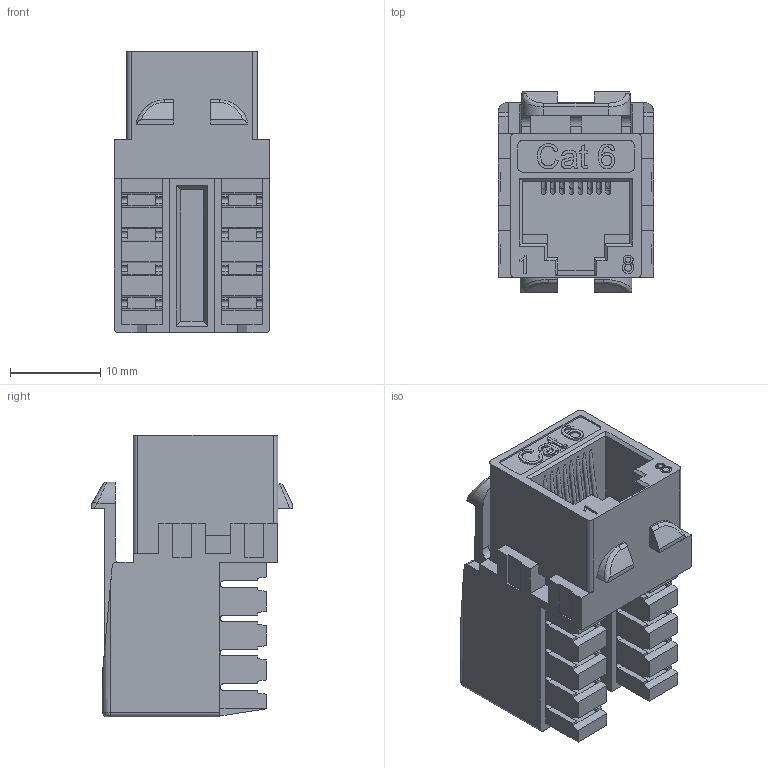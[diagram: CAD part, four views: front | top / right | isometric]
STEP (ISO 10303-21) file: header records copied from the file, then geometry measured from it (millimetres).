
FILE_DESCRIPTION (( 'STEP AP203' ), '1' );
FILE_NAME ('RJE110C690-PK.STEP', '2013-07-12T20:11:56', ( 'x' ), ( '' ), 'SwSTEP 2.0', 'SolidWorks 2012', '' );
FILE_SCHEMA (( 'CONFIG_CONTROL_DESIGN' ));
Length unit declared in the file: millimetre
Products named in the file (1): RJE110C690-PK
Bounding box: 17.2 x 22.2 x 31.2 mm (x, y, z)
Volume: 6061.7 mm3; surface area: 4812 mm2
Topology: 1 solids, 1 shells, 548 faces, 1482 edges, 958 vertices
Faces by surface type: plane 371, bspline 130, cylinder 45, torus 2
Entity records: 22977 total; most frequent: CARTESIAN_POINT 9939, ORIENTED_EDGE 2964, DIRECTION 2194, EDGE_CURVE 1482, LINE 1096, VECTOR 1096, VERTEX_POINT 958, EDGE_LOOP 586
